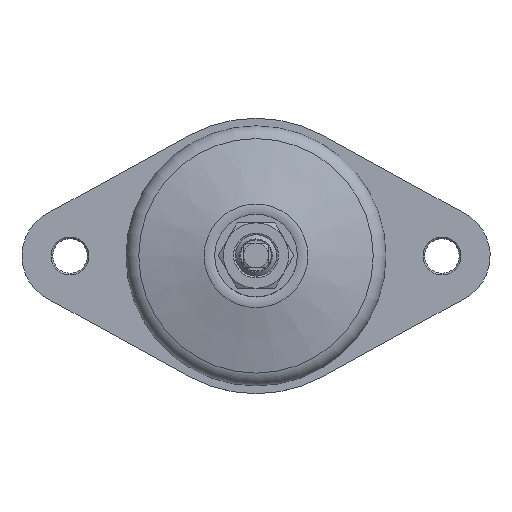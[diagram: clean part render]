
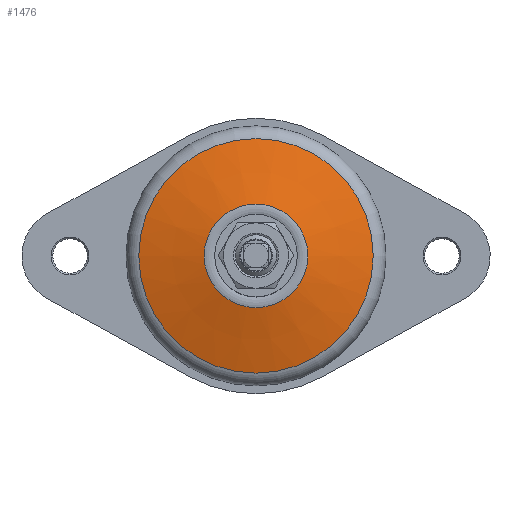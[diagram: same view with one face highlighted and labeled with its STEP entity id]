
A CAD part, top view. The second image highlights one B-rep face of the part: STEP entity #1476.
In plain terms, the highlighted conical face has half-angle 75 degrees and reference radius 34.044 mm.
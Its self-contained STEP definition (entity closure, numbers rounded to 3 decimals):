
#58=CONICAL_SURFACE('',#1595,34.044,1.309);
#101=CIRCLE('',#1594,34.044);
#102=CIRCLE('',#1596,15.044);
#346=ORIENTED_EDGE('',*,*,#508,.T.);
#347=ORIENTED_EDGE('',*,*,#507,.T.);
#507=EDGE_CURVE('',#609,#609,#101,.F.);
#508=EDGE_CURVE('',#610,#610,#102,.T.);
#609=VERTEX_POINT('',#2209);
#610=VERTEX_POINT('',#2212);
#802=EDGE_LOOP('',(#346));
#803=EDGE_LOOP('',(#347));
#906=FACE_BOUND('',#802,.T.);
#907=FACE_BOUND('',#803,.T.);
#1476=ADVANCED_FACE('',(#906,#907),#58,.T.);
#1594=AXIS2_PLACEMENT_3D('',#2208,#1846,#1847);
#1595=AXIS2_PLACEMENT_3D('',#2210,#1848,#1849);
#1596=AXIS2_PLACEMENT_3D('',#2211,#1850,#1851);
#1846=DIRECTION('',(0.,0.,1.));
#1847=DIRECTION('',(1.,0.,0.));
#1848=DIRECTION('',(0.,0.,1.));
#1849=DIRECTION('',(1.,0.,0.));
#1850=DIRECTION('',(0.,0.,1.));
#1851=DIRECTION('',(0.,-1.,0.));
#2208=CARTESIAN_POINT('',(0.,0.,-22.439));
#2209=CARTESIAN_POINT('',(34.044,0.,-22.439));
#2210=CARTESIAN_POINT('',(0.,0.,-22.439));
#2211=CARTESIAN_POINT('',(0.,0.,-27.53));
#2212=CARTESIAN_POINT('',(0.,-15.044,-27.53));
